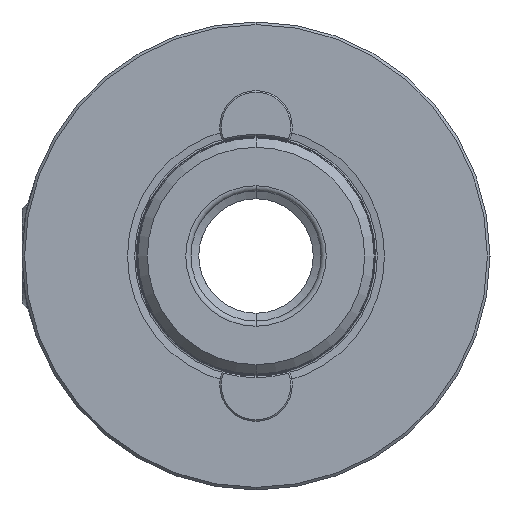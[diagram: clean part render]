
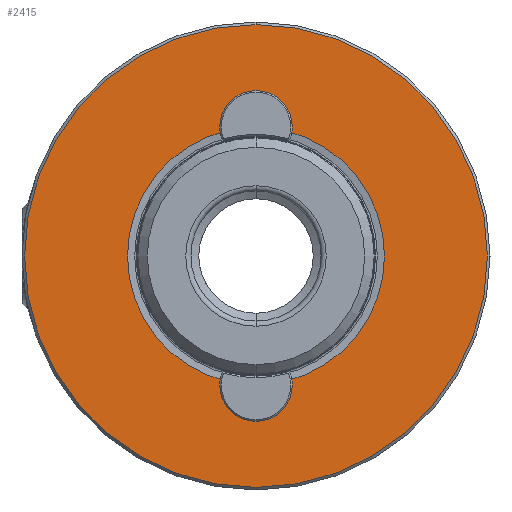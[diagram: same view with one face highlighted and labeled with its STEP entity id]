
A CAD part, left-side view. The second image highlights one B-rep face of the part: STEP entity #2415.
In plain terms, the highlighted planar face has unit normal (-1, 0, 0).
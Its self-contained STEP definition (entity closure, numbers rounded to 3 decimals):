
#51 = AXIS2_PLACEMENT_3D ( 'NONE', #4101, #4318, #5457 ) ;
#62 = VERTEX_POINT ( 'NONE', #868 ) ;
#99 = CIRCLE ( 'NONE', #1357, 3.5 ) ;
#142 = EDGE_CURVE ( 'NONE', #1043, #5065, #226, .T. ) ;
#199 = CARTESIAN_POINT ( 'NONE',  ( 0., 0., 31.5 ) ) ;
#226 = CIRCLE ( 'NONE', #5378, 44.5 ) ;
#349 = CARTESIAN_POINT ( 'NONE',  ( 0., 0., 0. ) ) ;
#353 = CARTESIAN_POINT ( 'NONE',  ( 0., 1.135, 24.689 ) ) ;
#418 = DIRECTION ( 'NONE',  ( -1., 0., 0. ) ) ;
#470 = DIRECTION ( 'NONE',  ( 0., 0., 1. ) ) ;
#497 = DIRECTION ( 'NONE',  ( -1., 0., 0. ) ) ;
#512 = EDGE_CURVE ( 'NONE', #62, #2814, #909, .T. ) ;
#526 = CARTESIAN_POINT ( 'NONE',  ( 0., 0., 0. ) ) ;
#648 = ORIENTED_EDGE ( 'NONE', *, *, #1401, .F. ) ;
#730 = DIRECTION ( 'NONE',  ( 0., 0., 1. ) ) ;
#868 = CARTESIAN_POINT ( 'NONE',  ( 0., -1.135, 24.689 ) ) ;
#909 = CIRCLE ( 'NONE', #1952, 3.5 ) ;
#1019 = DIRECTION ( 'NONE',  ( -1., 0., 0. ) ) ;
#1043 = VERTEX_POINT ( 'NONE', #4483 ) ;
#1044 = DIRECTION ( 'NONE',  ( 0., 0., 1. ) ) ;
#1073 = CIRCLE ( 'NONE', #2889, 44.5 ) ;
#1139 = AXIS2_PLACEMENT_3D ( 'NONE', #5006, #1019, #1044 ) ;
#1357 = AXIS2_PLACEMENT_3D ( 'NONE', #3256, #4933, #2356 ) ;
#1401 = EDGE_CURVE ( 'NONE', #2980, #62, #4813, .T. ) ;
#1475 = FACE_BOUND ( 'NONE', #5059, .T. ) ;
#1504 = ORIENTED_EDGE ( 'NONE', *, *, #4064, .F. ) ;
#1710 = EDGE_CURVE ( 'NONE', #3488, #2980, #3885, .T. ) ;
#1715 = ORIENTED_EDGE ( 'NONE', *, *, #1710, .F. ) ;
#1718 = PLANE ( 'NONE',  #51 ) ;
#1756 = CIRCLE ( 'NONE', #4532, 24.715 ) ;
#1781 = ORIENTED_EDGE ( 'NONE', *, *, #3798, .F. ) ;
#1924 = DIRECTION ( 'NONE',  ( 0., 0., 1. ) ) ;
#1942 = CARTESIAN_POINT ( 'NONE',  ( 0., 0., 0. ) ) ;
#1952 = AXIS2_PLACEMENT_3D ( 'NONE', #3230, #3263, #3271 ) ;
#1987 = DIRECTION ( 'NONE',  ( -1., 0., 0. ) ) ;
#2151 = ORIENTED_EDGE ( 'NONE', *, *, #5491, .T. ) ;
#2356 = DIRECTION ( 'NONE',  ( 0., 0., 1. ) ) ;
#2415 = ADVANCED_FACE ( 'NONE', ( #3541, #1475 ), #1718, .F. ) ;
#2428 = ORIENTED_EDGE ( 'NONE', *, *, #512, .F. ) ;
#2544 = CIRCLE ( 'NONE', #1139, 3.5 ) ;
#2605 = VERTEX_POINT ( 'NONE', #3217 ) ;
#2647 = CARTESIAN_POINT ( 'NONE',  ( 0., -1.135, -24.689 ) ) ;
#2713 = ORIENTED_EDGE ( 'NONE', *, *, #142, .T. ) ;
#2814 = VERTEX_POINT ( 'NONE', #199 ) ;
#2889 = AXIS2_PLACEMENT_3D ( 'NONE', #526, #497, #470 ) ;
#2980 = VERTEX_POINT ( 'NONE', #2647 ) ;
#3137 = ORIENTED_EDGE ( 'NONE', *, *, #3205, .F. ) ;
#3205 = EDGE_CURVE ( 'NONE', #2814, #4350, #99, .T. ) ;
#3217 = CARTESIAN_POINT ( 'NONE',  ( 0., 1.135, -24.689 ) ) ;
#3230 = CARTESIAN_POINT ( 'NONE',  ( 0., 0., 28. ) ) ;
#3256 = CARTESIAN_POINT ( 'NONE',  ( 0., 0., 28. ) ) ;
#3263 = DIRECTION ( 'NONE',  ( -1., 0., 0. ) ) ;
#3271 = DIRECTION ( 'NONE',  ( 0., 0., 1. ) ) ;
#3404 = CARTESIAN_POINT ( 'NONE',  ( 0., 0., -44.5 ) ) ;
#3488 = VERTEX_POINT ( 'NONE', #3772 ) ;
#3541 = FACE_OUTER_BOUND ( 'NONE', #3814, .T. ) ;
#3772 = CARTESIAN_POINT ( 'NONE',  ( 0., 0., -31.5 ) ) ;
#3798 = EDGE_CURVE ( 'NONE', #4350, #2605, #1756, .T. ) ;
#3814 = EDGE_LOOP ( 'NONE', ( #2151, #2713 ) ) ;
#3885 = CIRCLE ( 'NONE', #4518, 3.5 ) ;
#4064 = EDGE_CURVE ( 'NONE', #2605, #3488, #2544, .T. ) ;
#4101 = CARTESIAN_POINT ( 'NONE',  ( 0., 0., -24.715 ) ) ;
#4318 = DIRECTION ( 'NONE',  ( 1., 0., 0. ) ) ;
#4350 = VERTEX_POINT ( 'NONE', #353 ) ;
#4483 = CARTESIAN_POINT ( 'NONE',  ( 0., 0., 44.5 ) ) ;
#4518 = AXIS2_PLACEMENT_3D ( 'NONE', #5037, #5016, #4992 ) ;
#4532 = AXIS2_PLACEMENT_3D ( 'NONE', #1942, #1987, #1924 ) ;
#4567 = CARTESIAN_POINT ( 'NONE',  ( 0., 0., 0. ) ) ;
#4813 = CIRCLE ( 'NONE', #5476, 24.715 ) ;
#4833 = DIRECTION ( 'NONE',  ( 0., 0., 1. ) ) ;
#4933 = DIRECTION ( 'NONE',  ( -1., 0., 0. ) ) ;
#4934 = DIRECTION ( 'NONE',  ( -1., 0., 0. ) ) ;
#4992 = DIRECTION ( 'NONE',  ( 0., 0., 1. ) ) ;
#5006 = CARTESIAN_POINT ( 'NONE',  ( 0., 0., -28. ) ) ;
#5016 = DIRECTION ( 'NONE',  ( -1., 0., 0. ) ) ;
#5037 = CARTESIAN_POINT ( 'NONE',  ( 0., 0., -28. ) ) ;
#5059 = EDGE_LOOP ( 'NONE', ( #2428, #648, #1715, #1504, #1781, #3137 ) ) ;
#5065 = VERTEX_POINT ( 'NONE', #3404 ) ;
#5378 = AXIS2_PLACEMENT_3D ( 'NONE', #4567, #4934, #4833 ) ;
#5457 = DIRECTION ( 'NONE',  ( 0., 0., -1. ) ) ;
#5476 = AXIS2_PLACEMENT_3D ( 'NONE', #349, #418, #730 ) ;
#5491 = EDGE_CURVE ( 'NONE', #5065, #1043, #1073, .T. ) ;
